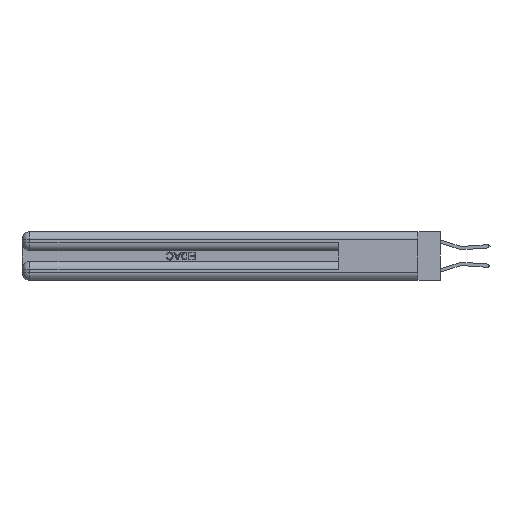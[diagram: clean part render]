
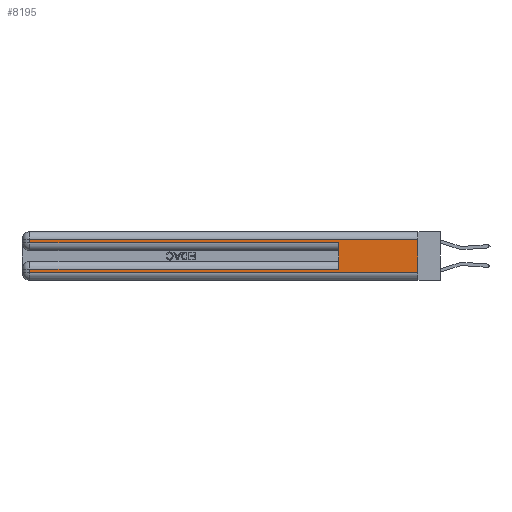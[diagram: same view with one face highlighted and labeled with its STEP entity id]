
A CAD part, left-side view. The second image highlights one B-rep face of the part: STEP entity #8195.
In plain terms, the highlighted planar face has unit normal (-1, 0, 0).
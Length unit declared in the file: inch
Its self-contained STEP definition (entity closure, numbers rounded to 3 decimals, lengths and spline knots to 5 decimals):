
#32 = VERTEX_POINT ( 'NONE', #5168 ) ;
#356 = CARTESIAN_POINT ( 'NONE',  ( 0., 0., 0.31 ) ) ;
#706 = CARTESIAN_POINT ( 'NONE',  ( 0., 0.6, 0.145 ) ) ;
#774 = DIRECTION ( 'NONE',  ( 0., 0., -1. ) ) ;
#1949 = CARTESIAN_POINT ( 'NONE',  ( 0., 2.94, 0.31 ) ) ;
#2681 = LINE ( 'NONE', #17146, #15615 ) ;
#3824 = LINE ( 'NONE', #33267, #16752 ) ;
#3883 = VECTOR ( 'NONE', #13584, 39.37008 ) ;
#4124 = ORIENTED_EDGE ( 'NONE', *, *, #27532, .T. ) ;
#4751 = DIRECTION ( 'NONE',  ( 0., 0., -1. ) ) ;
#4922 = ORIENTED_EDGE ( 'NONE', *, *, #20606, .F. ) ;
#5168 = CARTESIAN_POINT ( 'NONE',  ( 0., 0., 0.31 ) ) ;
#5209 = LINE ( 'NONE', #20916, #24963 ) ;
#5342 = VERTEX_POINT ( 'NONE', #25262 ) ;
#5667 = VERTEX_POINT ( 'NONE', #12377 ) ;
#6561 = FACE_OUTER_BOUND ( 'NONE', #21723, .T. ) ;
#7355 = ORIENTED_EDGE ( 'NONE', *, *, #10267, .T. ) ;
#7825 = LINE ( 'NONE', #11179, #13079 ) ;
#8181 = CARTESIAN_POINT ( 'NONE',  ( 0., 0.6, 0.285 ) ) ;
#8195 = ADVANCED_FACE ( 'NONE', ( #6561 ), #25253, .F. ) ;
#8550 = ORIENTED_EDGE ( 'NONE', *, *, #29232, .F. ) ;
#9656 = VERTEX_POINT ( 'NONE', #1949 ) ;
#10267 = EDGE_CURVE ( 'NONE', #5667, #5342, #2681, .T. ) ;
#11179 = CARTESIAN_POINT ( 'NONE',  ( 0., 2.94, 0.37 ) ) ;
#11296 = CARTESIAN_POINT ( 'NONE',  ( 0., 2.94, 0.285 ) ) ;
#11766 = VECTOR ( 'NONE', #19405, 39.37008 ) ;
#12377 = CARTESIAN_POINT ( 'NONE',  ( 0., 2.94, 0.06 ) ) ;
#13079 = VECTOR ( 'NONE', #774, 39.37008 ) ;
#13289 = DIRECTION ( 'NONE',  ( 0., 1., 0. ) ) ;
#13428 = ORIENTED_EDGE ( 'NONE', *, *, #13726, .T. ) ;
#13584 = DIRECTION ( 'NONE',  ( 0., 0., 1. ) ) ;
#13726 = EDGE_CURVE ( 'NONE', #29486, #5667, #15404, .T. ) ;
#14263 = VECTOR ( 'NONE', #26047, 39.37008 ) ;
#15404 = LINE ( 'NONE', #26104, #28271 ) ;
#15615 = VECTOR ( 'NONE', #19719, 39.37008 ) ;
#15869 = DIRECTION ( 'NONE',  ( 0., 0., -1. ) ) ;
#16752 = VECTOR ( 'NONE', #28195, 39.37008 ) ;
#16830 = CARTESIAN_POINT ( 'NONE',  ( 0., 0., 0.37 ) ) ;
#17146 = CARTESIAN_POINT ( 'NONE',  ( 0., 0., 0.06 ) ) ;
#17831 = ORIENTED_EDGE ( 'NONE', *, *, #22336, .T. ) ;
#18886 = EDGE_CURVE ( 'NONE', #22520, #29486, #5209, .T. ) ;
#19405 = DIRECTION ( 'NONE',  ( 0., 0., -1. ) ) ;
#19719 = DIRECTION ( 'NONE',  ( 0., -1., 0. ) ) ;
#20079 = VERTEX_POINT ( 'NONE', #8181 ) ;
#20190 = DIRECTION ( 'NONE',  ( 1., 0., 0. ) ) ;
#20606 = EDGE_CURVE ( 'NONE', #22520, #20079, #31294, .T. ) ;
#20916 = CARTESIAN_POINT ( 'NONE',  ( 0., 0., 0.085 ) ) ;
#21628 = AXIS2_PLACEMENT_3D ( 'NONE', #33041, #20190, #4751 ) ;
#21723 = EDGE_LOOP ( 'NONE', ( #8550, #23047, #4124, #17831, #4922, #26285, #13428, #7355 ) ) ;
#22336 = EDGE_CURVE ( 'NONE', #23307, #20079, #3824, .T. ) ;
#22520 = VERTEX_POINT ( 'NONE', #28750 ) ;
#23047 = ORIENTED_EDGE ( 'NONE', *, *, #30968, .T. ) ;
#23307 = VERTEX_POINT ( 'NONE', #11296 ) ;
#24963 = VECTOR ( 'NONE', #13289, 39.37008 ) ;
#25253 = PLANE ( 'NONE',  #21628 ) ;
#25262 = CARTESIAN_POINT ( 'NONE',  ( 0., 0., 0.06 ) ) ;
#26047 = DIRECTION ( 'NONE',  ( 0., 1., 0. ) ) ;
#26104 = CARTESIAN_POINT ( 'NONE',  ( 0., 2.94, 0.37 ) ) ;
#26285 = ORIENTED_EDGE ( 'NONE', *, *, #18886, .T. ) ;
#27142 = LINE ( 'NONE', #356, #14263 ) ;
#27532 = EDGE_CURVE ( 'NONE', #9656, #23307, #7825, .T. ) ;
#28195 = DIRECTION ( 'NONE',  ( 0., -1., 0. ) ) ;
#28271 = VECTOR ( 'NONE', #15869, 39.37008 ) ;
#28750 = CARTESIAN_POINT ( 'NONE',  ( 0., 0.6, 0.085 ) ) ;
#29232 = EDGE_CURVE ( 'NONE', #32, #5342, #32299, .T. ) ;
#29486 = VERTEX_POINT ( 'NONE', #30531 ) ;
#30531 = CARTESIAN_POINT ( 'NONE',  ( 0., 2.94, 0.085 ) ) ;
#30968 = EDGE_CURVE ( 'NONE', #32, #9656, #27142, .T. ) ;
#31294 = LINE ( 'NONE', #706, #3883 ) ;
#32299 = LINE ( 'NONE', #16830, #11766 ) ;
#33041 = CARTESIAN_POINT ( 'NONE',  ( 0., 0., 0.37 ) ) ;
#33267 = CARTESIAN_POINT ( 'NONE',  ( 0., 0., 0.285 ) ) ;
